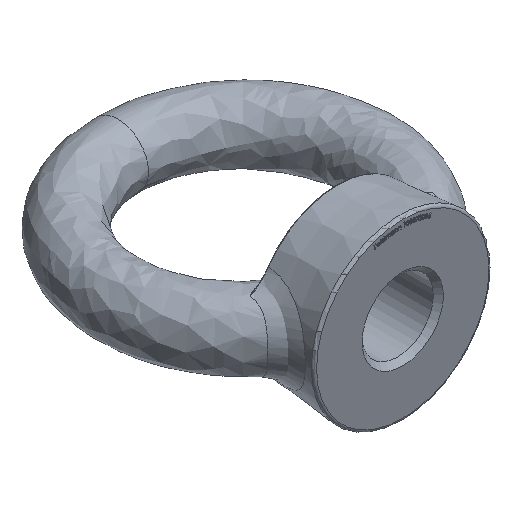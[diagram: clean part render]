
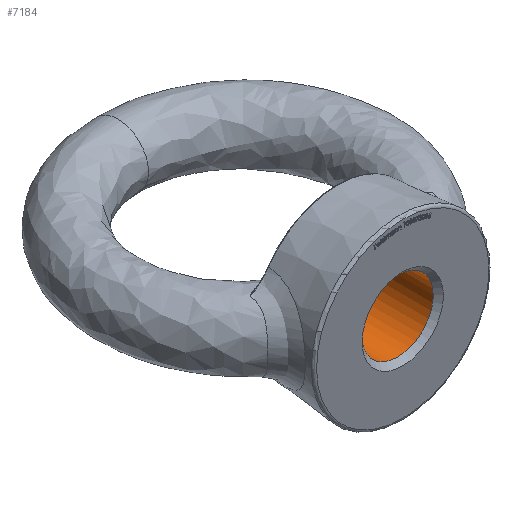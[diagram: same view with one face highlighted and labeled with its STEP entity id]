
A CAD part, isometric view. The second image highlights one B-rep face of the part: STEP entity #7184.
In plain terms, the highlighted cylindrical face has radius 7 mm (diameter 14 mm), a full revolution.
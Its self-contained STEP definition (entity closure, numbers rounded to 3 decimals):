
#608 = VERTEX_POINT ( 'NONE', #10206 ) ;
#1104 = CARTESIAN_POINT ( 'NONE',  ( 0., 1., 0. ) ) ;
#2397 = DIRECTION ( 'NONE',  ( 0., -1., 0. ) ) ;
#5425 = EDGE_LOOP ( 'NONE', ( #7823 ) ) ;
#5447 = DIRECTION ( 'NONE',  ( 0., 0., -1. ) ) ;
#5663 = CARTESIAN_POINT ( 'NONE',  ( 7., 14.99, 0. ) ) ;
#6213 = FACE_OUTER_BOUND ( 'NONE', #5425, .T. ) ;
#7178 = CARTESIAN_POINT ( 'NONE',  ( 0., 14.99, 0. ) ) ;
#7184 = ADVANCED_FACE ( 'NONE', ( #6213, #13699 ), #10966, .F. ) ;
#7823 = ORIENTED_EDGE ( 'NONE', *, *, #8445, .T. ) ;
#7825 = CARTESIAN_POINT ( 'NONE',  ( 0., 0., 0. ) ) ;
#7863 = CIRCLE ( 'NONE', #14470, 7. ) ;
#8348 = DIRECTION ( 'NONE',  ( 1., 0., 0. ) ) ;
#8381 = CIRCLE ( 'NONE', #11331, 7. ) ;
#8445 = EDGE_CURVE ( 'NONE', #608, #608, #8381, .T. ) ;
#8973 = AXIS2_PLACEMENT_3D ( 'NONE', #7825, #11359, #5447 ) ;
#10206 = CARTESIAN_POINT ( 'NONE',  ( 0., 1., -7. ) ) ;
#10482 = VERTEX_POINT ( 'NONE', #5663 ) ;
#10548 = DIRECTION ( 'NONE',  ( 0., 0., -1. ) ) ;
#10966 = CYLINDRICAL_SURFACE ( 'NONE', #8973, 7. ) ;
#11056 = EDGE_CURVE ( 'NONE', #10482, #10482, #7863, .T. ) ;
#11331 = AXIS2_PLACEMENT_3D ( 'NONE', #1104, #2397, #10548 ) ;
#11359 = DIRECTION ( 'NONE',  ( 0., -1., 0. ) ) ;
#11826 = DIRECTION ( 'NONE',  ( 0., 1., 0. ) ) ;
#12011 = EDGE_LOOP ( 'NONE', ( #13868 ) ) ;
#13699 = FACE_OUTER_BOUND ( 'NONE', #12011, .T. ) ;
#13868 = ORIENTED_EDGE ( 'NONE', *, *, #11056, .T. ) ;
#14470 = AXIS2_PLACEMENT_3D ( 'NONE', #7178, #11826, #8348 ) ;
